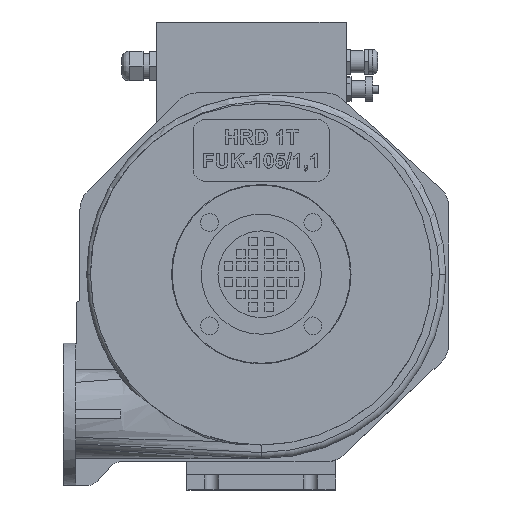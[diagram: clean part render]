
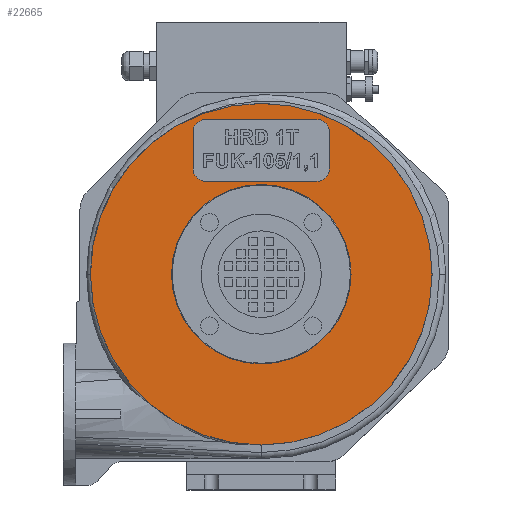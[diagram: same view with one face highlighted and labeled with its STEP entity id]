
A CAD part, top view. The second image highlights one B-rep face of the part: STEP entity #22665.
In plain terms, the highlighted planar face has unit normal (0, 0, 1).
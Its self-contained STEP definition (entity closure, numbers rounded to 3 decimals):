
#1807=CARTESIAN_POINT('',(45.,195.5,92.5));
#1808=VERTEX_POINT('',#1807);
#1815=CARTESIAN_POINT('',(55.,205.5,92.5));
#1816=VERTEX_POINT('',#1815);
#1817=CARTESIAN_POINT('',(45.,205.5,92.5));
#1818=DIRECTION('',(0.,0.,-1.0));
#1819=DIRECTION('',(0.707,-0.707,0.));
#1820=AXIS2_PLACEMENT_3D('',#1817,#1818,#1819);
#1821=CIRCLE('',#1820,10.0);
#1822=EDGE_CURVE('',#1816,#1808,#1821,.T.);
#1840=CARTESIAN_POINT('',(-45.,195.5,92.5));
#1841=VERTEX_POINT('',#1840);
#1848=CARTESIAN_POINT('',(45.,195.5,92.5));
#1849=DIRECTION('',(-1.0,0.0,0.0));
#1850=VECTOR('',#1849,90.0);
#1851=LINE('',#1848,#1850);
#1852=EDGE_CURVE('',#1808,#1841,#1851,.T.);
#1862=CARTESIAN_POINT('',(-55.,205.5,92.5));
#1863=VERTEX_POINT('',#1862);
#1864=CARTESIAN_POINT('',(-45.,205.5,92.5));
#1865=DIRECTION('',(0.,0.,-1.0));
#1866=DIRECTION('',(-0.707,-0.707,0.));
#1867=AXIS2_PLACEMENT_3D('',#1864,#1865,#1866);
#1868=CIRCLE('',#1867,10.0);
#1869=EDGE_CURVE('',#1841,#1863,#1868,.T.);
#1887=CARTESIAN_POINT('',(45.,245.5,92.5));
#1888=VERTEX_POINT('',#1887);
#1889=CARTESIAN_POINT('',(55.,235.5,92.5));
#1890=VERTEX_POINT('',#1889);
#1891=CARTESIAN_POINT('',(45.,235.5,92.5));
#1892=DIRECTION('',(0.,0.,-1.0));
#1893=DIRECTION('',(0.707,0.707,0.));
#1894=AXIS2_PLACEMENT_3D('',#1891,#1892,#1893);
#1895=CIRCLE('',#1894,10.);
#1896=EDGE_CURVE('',#1888,#1890,#1895,.T.);
#1920=CARTESIAN_POINT('',(-45.,245.5,92.5));
#1921=VERTEX_POINT('',#1920);
#1922=CARTESIAN_POINT('',(-45.,245.5,92.5));
#1923=DIRECTION('',(1.0,0.0,0.0));
#1924=VECTOR('',#1923,90.0);
#1925=LINE('',#1922,#1924);
#1926=EDGE_CURVE('',#1921,#1888,#1925,.T.);
#1943=CARTESIAN_POINT('',(-55.,235.5,92.5));
#1944=VERTEX_POINT('',#1943);
#1945=CARTESIAN_POINT('',(-45.,235.5,92.5));
#1946=DIRECTION('',(0.,0.,-1.0));
#1947=DIRECTION('',(-0.707,0.707,0.));
#1948=AXIS2_PLACEMENT_3D('',#1945,#1946,#1947);
#1949=CIRCLE('',#1948,10.);
#1950=EDGE_CURVE('',#1944,#1921,#1949,.T.);
#1971=CARTESIAN_POINT('',(-55.,205.5,92.5));
#1972=DIRECTION('',(0.0,1.0,0.0));
#1973=VECTOR('',#1972,30.0);
#1974=LINE('',#1971,#1973);
#1975=EDGE_CURVE('',#1863,#1944,#1974,.T.);
#1986=CARTESIAN_POINT('',(55.,235.5,92.5));
#1987=DIRECTION('',(0.0,-1.0,0.0));
#1988=VECTOR('',#1987,30.);
#1989=LINE('',#1986,#1988);
#1990=EDGE_CURVE('',#1890,#1816,#1989,.T.);
#22628=CARTESIAN_POINT('',(0.,120.5,92.5));
#22629=DIRECTION('',(0.0,0.0,-1.0));
#22630=DIRECTION('',(-1.0,0.0,0.0));
#22631=AXIS2_PLACEMENT_3D('',#22628,#22629,#22630);
#22632=PLANE('',#22631);
#22633=CARTESIAN_POINT('',(138.0,120.5,92.5));
#22634=VERTEX_POINT('',#22633);
#22635=CARTESIAN_POINT('',(0.,120.5,92.5));
#22636=DIRECTION('',(0.0,0.0,-1.0));
#22637=DIRECTION('',(-1.0,0.0,0.0));
#22638=AXIS2_PLACEMENT_3D('',#22635,#22636,#22637);
#22639=CIRCLE('',#22638,138.0);
#22640=EDGE_CURVE('',#22634,#22634,#22639,.T.);
#22641=ORIENTED_EDGE('',*,*,#22640,.F.);
#22642=EDGE_LOOP('',(#22641));
#22643=FACE_OUTER_BOUND('',#22642,.T.);
#22644=ORIENTED_EDGE('',*,*,#1896,.T.);
#22645=ORIENTED_EDGE('',*,*,#1990,.T.);
#22646=ORIENTED_EDGE('',*,*,#1822,.T.);
#22647=ORIENTED_EDGE('',*,*,#1852,.T.);
#22648=ORIENTED_EDGE('',*,*,#1869,.T.);
#22649=ORIENTED_EDGE('',*,*,#1975,.T.);
#22650=ORIENTED_EDGE('',*,*,#1950,.T.);
#22651=ORIENTED_EDGE('',*,*,#1926,.T.);
#22652=EDGE_LOOP('',(#22644,#22645,#22646,#22647,#22648,#22649,#22650,#22651));
#22653=FACE_BOUND('',#22652,.T.);
#22654=CARTESIAN_POINT('',(72.5,120.5,92.5));
#22655=VERTEX_POINT('',#22654);
#22656=CARTESIAN_POINT('',(0.,120.5,92.5));
#22657=DIRECTION('',(0.0,0.0,-1.0));
#22658=DIRECTION('',(-1.0,0.0,0.0));
#22659=AXIS2_PLACEMENT_3D('',#22656,#22657,#22658);
#22660=CIRCLE('',#22659,72.5);
#22661=EDGE_CURVE('',#22655,#22655,#22660,.T.);
#22662=ORIENTED_EDGE('',*,*,#22661,.T.);
#22663=EDGE_LOOP('',(#22662));
#22664=FACE_BOUND('',#22663,.T.);
#22665=ADVANCED_FACE('',(#22643,#22653,#22664),#22632,.F.);
